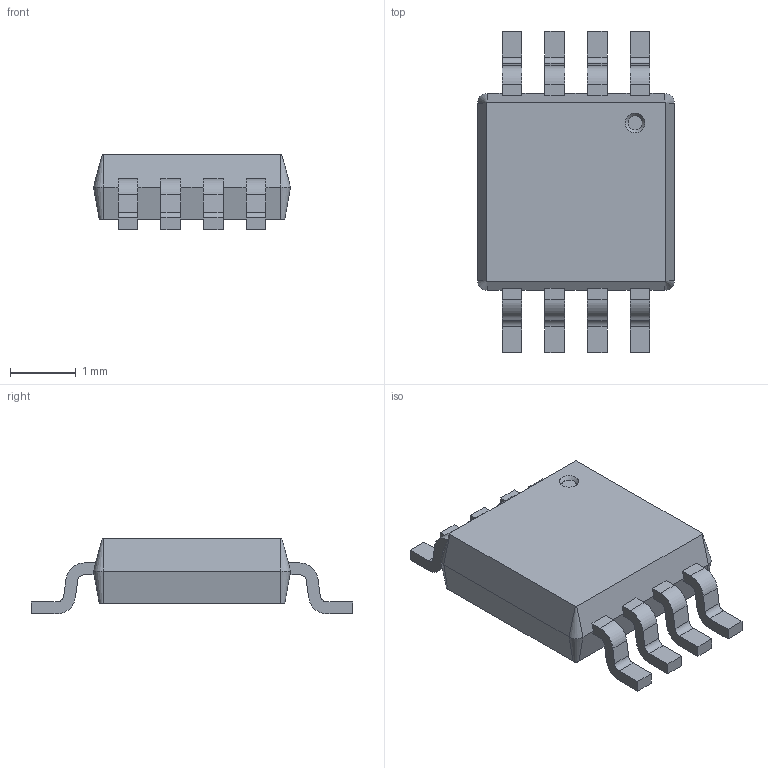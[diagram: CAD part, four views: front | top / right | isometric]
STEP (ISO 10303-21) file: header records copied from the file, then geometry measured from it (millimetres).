
FILE_DESCRIPTION(/* description */ (''),/* implementation_level */ '2;1');
FILE_NAME(/* name */ 'MSOP-8.step',/* time_stamp */ '2020-03-19T14:18:41+01:00',/* author */ (''),/* organization */ (''),/* preprocessor_version */ 'ST-DEVELOPER v18',/* originating_system */ 'Autodesk Translation Framework v8.12.0.6',/* authorisation */ '');
FILE_SCHEMA (('AUTOMOTIVE_DESIGN { 1 0 10303 214 3 1 1 }'));
Length unit declared in the file: millimetre
Products named in the file (2): IC6; User_Library-msop-8
Assembly tree (1 placements, depth 2):
  IC6
    User_Library-msop-8
Bounding box: 3 x 4.9 x 1.15 mm (x, y, z)
Volume: 8.9 mm3; surface area: 37.6 mm2
Topology: 1 solids, 1 shells, 124 faces, 357 edges, 236 vertices
Faces by surface type: plane 83, cylinder 32, cone 9
Entity records: 4258 total; most frequent: CARTESIAN_POINT 720, ORIENTED_EDGE 714, DIRECTION 691, EDGE_CURVE 357, LINE 277, VECTOR 277, VERTEX_POINT 236, AXIS2_PLACEMENT_3D 207
